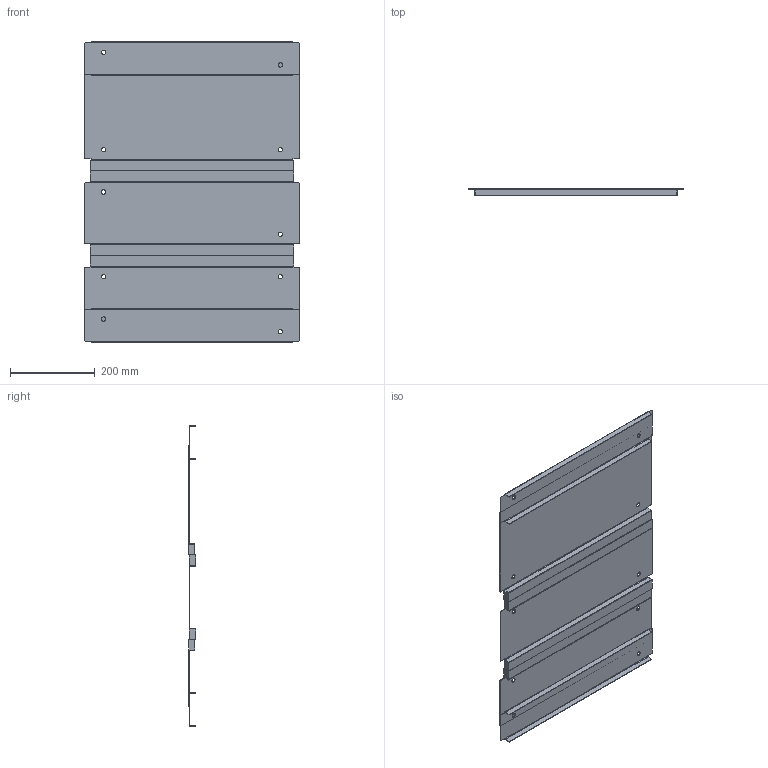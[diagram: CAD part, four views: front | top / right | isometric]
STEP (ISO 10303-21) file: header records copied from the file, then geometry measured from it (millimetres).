
FILE_DESCRIPTION(('STEP AP242'),'1');
FILE_NAME('nsyec1282.stp','2021-09-28T04:39:28',('TraceParts'),('TraceParts S.A.'),'Spatial InterOp 3D',' ',' ');
FILE_SCHEMA(('AP242_MANAGED_MODEL_BASED_3D_ENGINEERING_MIM_LF {1 0 10303 442 1 1 4}'));
Length unit declared in the file: millimetre
Products named in the file (1): nsyec1282_1
Bounding box: 507 x 17 x 710 mm (x, y, z)
Volume: 1309141.9 mm3; surface area: 952545.8 mm2
Topology: 9 solids, 9 shells, 182 faces, 428 edges, 264 vertices
Faces by surface type: plane 134, cylinder 48
Entity records: 5203 total; most frequent: DIRECTION 906, CARTESIAN_POINT 883, ORIENTED_EDGE 856, EDGE_CURVE 428, LINE 332, VECTOR 332, AXIS2_PLACEMENT_3D 287, VERTEX_POINT 264
